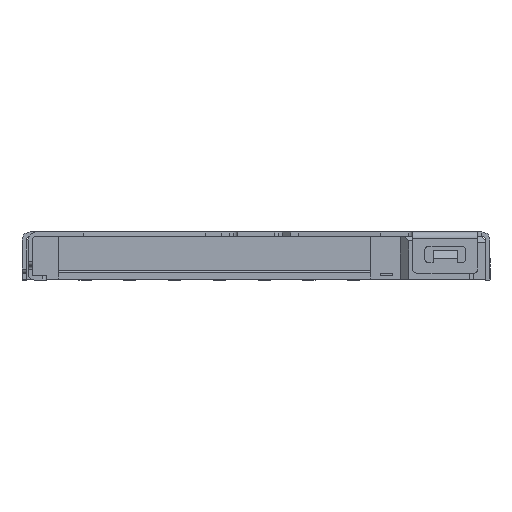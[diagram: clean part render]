
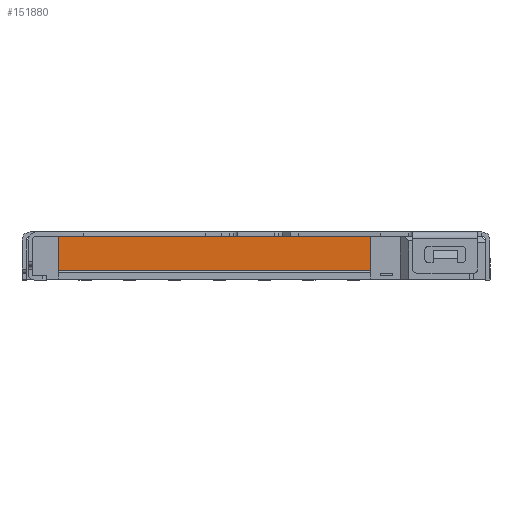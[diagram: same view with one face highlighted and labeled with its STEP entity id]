
A CAD part, front view. The second image highlights one B-rep face of the part: STEP entity #151880.
In plain terms, the highlighted planar face has unit normal (0, -1, 0).
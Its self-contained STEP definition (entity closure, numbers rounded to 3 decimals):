
#76930=CARTESIAN_POINT('',(23.72,53.51,0.97));
#76940=VERTEX_POINT('',#76930);
#76970=CARTESIAN_POINT('',(23.72,53.51,0.13));
#76980=DIRECTION('',(0.,0.,1.));
#76990=VECTOR('',#76980,1.);
#77000=LINE('',#76970,#76990);
#77010=CARTESIAN_POINT('',(23.72,53.51,0.13));
#77020=VERTEX_POINT('',#77010);
#77030=EDGE_CURVE('',#77020,#76940,#77000,.T.);
#82790=CARTESIAN_POINT('',(31.395,53.51,0.97));
#82800=VERTEX_POINT('',#82790);
#82830=CARTESIAN_POINT('',(27.558,53.51,0.97));
#82840=DIRECTION('',(1.,0.,0.));
#82850=VECTOR('',#82840,1.);
#82860=LINE('',#82830,#82850);
#82870=EDGE_CURVE('',#76940,#82800,#82860,.T.);
#84720=CARTESIAN_POINT('',(31.395,53.51,0.13));
#84730=VERTEX_POINT('',#84720);
#84780=CARTESIAN_POINT('',(31.395,53.51,0.13));
#84790=DIRECTION('',(0.,0.,1.));
#84800=VECTOR('',#84790,1.);
#84810=LINE('',#84780,#84800);
#84820=EDGE_CURVE('',#84730,#82800,#84810,.T.);
#103380=CARTESIAN_POINT('',(26.257,53.51,0.13));
#103390=DIRECTION('',(-1.,0.,0.));
#103400=VECTOR('',#103390,1.);
#103410=LINE('',#103380,#103400);
#103420=EDGE_CURVE('',#84730,#77020,#103410,.T.);
#151770=CARTESIAN_POINT('',(31.395,53.51,0.13));
#151780=DIRECTION('',(-0.,-1.,-0.));
#151790=DIRECTION('',(-1.,0.,0.));
#151800=AXIS2_PLACEMENT_3D('',#151770,#151780,#151790);
#151810=PLANE('',#151800);
#151820=ORIENTED_EDGE('',*,*,#77030,.F.);
#151830=ORIENTED_EDGE('',*,*,#82870,.F.);
#151840=ORIENTED_EDGE('',*,*,#84820,.T.);
#151850=ORIENTED_EDGE('',*,*,#103420,.F.);
#151860=EDGE_LOOP('',(#151850,#151840,#151830,#151820));
#151870=FACE_OUTER_BOUND('',#151860,.T.);
#151880=ADVANCED_FACE('',(#151870),#151810,.T.);
